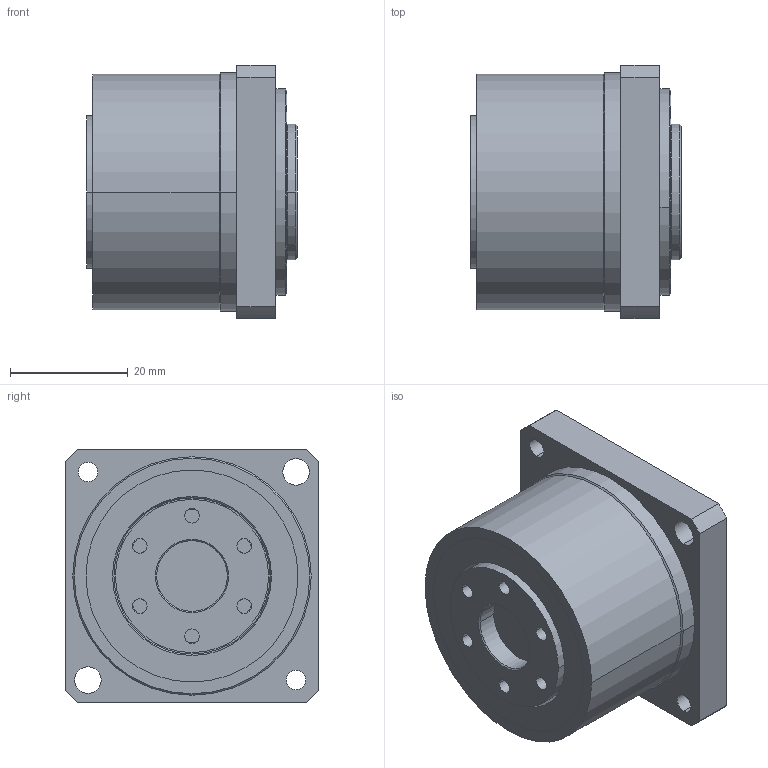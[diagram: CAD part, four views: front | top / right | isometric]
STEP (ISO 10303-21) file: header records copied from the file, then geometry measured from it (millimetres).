
FILE_DESCRIPTION (( 'STEP AP203' ), '1' );
FILE_NAME ('普赢 减速机 minif-11-50.STEP_默认_sldprt.STEP', '2025-11-13T14:27:10', ( '' ), ( '' ), 'SwSTEP 2.0', 'SolidWorks 2020', '' );
FILE_SCHEMA (( 'CONFIG_CONTROL_DESIGN' ));
Length unit declared in the file: millimetre
Products named in the file (1): 普赢 减速机 minif-11-50.STEP_默认_sldprt
Bounding box: 35.75 x 43 x 43 mm (x, y, z)
Volume: 34739.2 mm3; surface area: 29159.6 mm2
Topology: 17 solids, 24 shells, 513 faces, 1168 edges, 709 vertices
Faces by surface type: cylinder 214, plane 137, cone 100, bspline 42, torus 20
Entity records: 15947 total; most frequent: CARTESIAN_POINT 4151, DIRECTION 2632, ORIENTED_EDGE 2284, EDGE_CURVE 1142, AXIS2_PLACEMENT_3D 1082, VERTEX_POINT 709, EDGE_LOOP 629, CIRCLE 610
